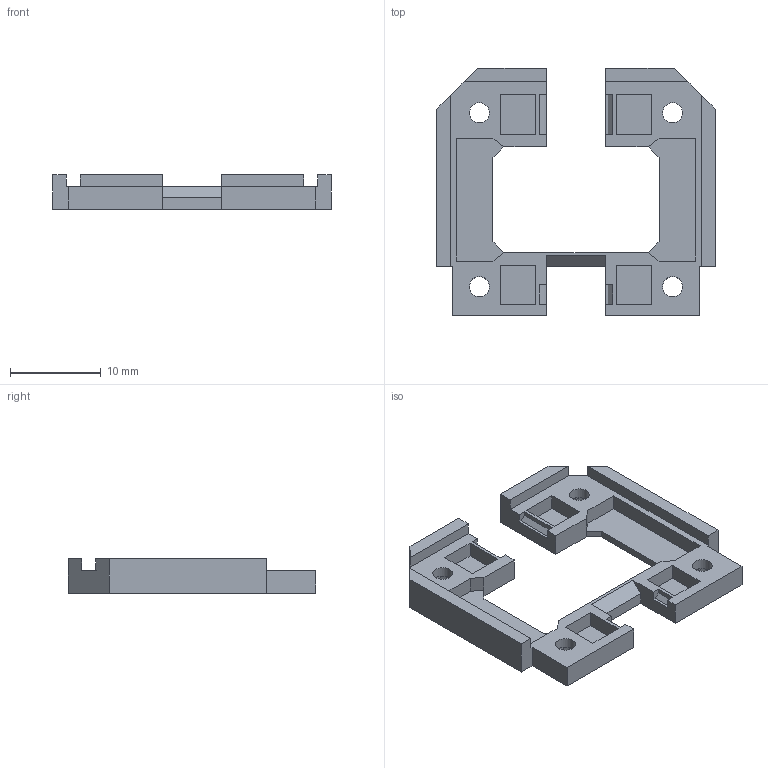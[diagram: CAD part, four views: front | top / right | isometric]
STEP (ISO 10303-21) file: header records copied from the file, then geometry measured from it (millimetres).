
FILE_DESCRIPTION(/* description */ ('KiCad electronic assembly'),/* implementation_level */ '2;1');
FILE_NAME(/* name */ '',/* time_stamp */ '2025-09-05T22:08:24+09:00',/* author */ (''),/* organization */ (''),/* preprocessor_version */ 'ST-DEVELOPER v20.1',/* originating_system */ 'Autodesk Translation Framework v14.10.0.0',/* authorisation */ '');
FILE_SCHEMA (('AUTOMOTIVE_DESIGN { 1 0 10303 214 3 1 1 }'));
Length unit declared in the file: millimetre
Products named in the file (2): Shield_L 1; All_L
Assembly tree (1 placements, depth 2):
  Shield_L 1
    All_L
Bounding box: 30.62 x 27.23 x 3.8 mm (x, y, z)
Volume: 929.2 mm3; surface area: 1821.8 mm2
Topology: 1 solids, 1 shells, 133 faces, 365 edges, 242 vertices
Faces by surface type: plane 125, cylinder 8
Full cylindrical faces by diameter (mm): 2.2 x4, 4.2 x4
Entity records: 4217 total; most frequent: CARTESIAN_POINT 743, ORIENTED_EDGE 730, DIRECTION 669, EDGE_CURVE 365, LINE 333, VECTOR 333, VERTEX_POINT 242, AXIS2_PLACEMENT_3D 168
